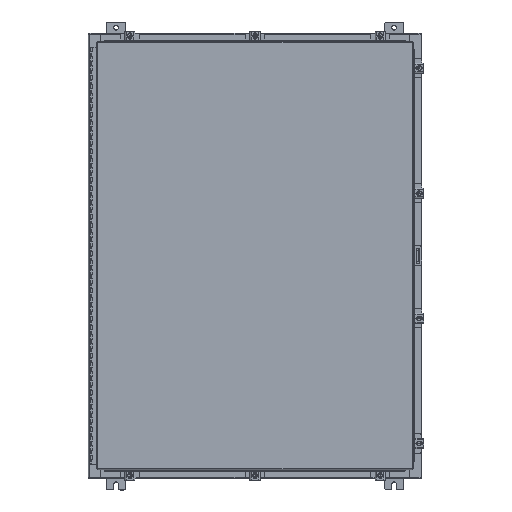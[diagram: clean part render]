
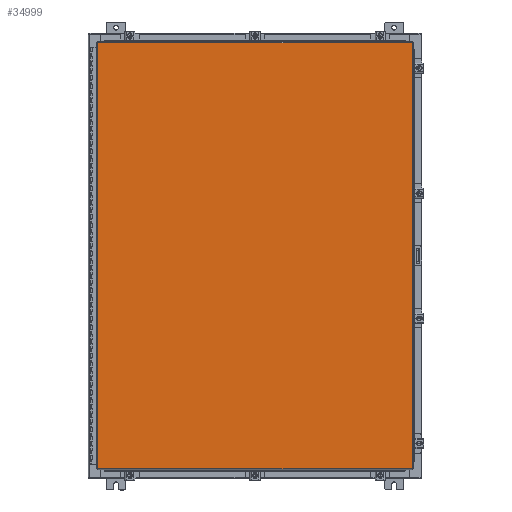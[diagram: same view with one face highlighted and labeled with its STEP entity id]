
A CAD part, top view. The second image highlights one B-rep face of the part: STEP entity #34999.
In plain terms, the highlighted planar face has unit normal (0, 0, 1).
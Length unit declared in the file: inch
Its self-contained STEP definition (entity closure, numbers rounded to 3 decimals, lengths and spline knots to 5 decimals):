
#3818 = CARTESIAN_POINT ( 'NONE',  ( -16.9903, 23.0063, 0. ) ) ;
#3933 = ORIENTED_EDGE ( 'NONE', *, *, #45377, .T. ) ;
#6550 = LINE ( 'NONE', #10605, #27957 ) ;
#7895 = LINE ( 'NONE', #3818, #49281 ) ;
#10605 = CARTESIAN_POINT ( 'NONE',  ( -16.9903, -23.0063, 0. ) ) ;
#10749 = VERTEX_POINT ( 'NONE', #33810 ) ;
#12261 = EDGE_CURVE ( 'NONE', #33669, #36243, #7895, .T. ) ;
#14615 = VERTEX_POINT ( 'NONE', #17972 ) ;
#16515 = EDGE_LOOP ( 'NONE', ( #25681, #36708, #3933, #17167 ) ) ;
#17167 = ORIENTED_EDGE ( 'NONE', *, *, #12261, .T. ) ;
#17231 = LINE ( 'NONE', #33685, #27251 ) ;
#17972 = CARTESIAN_POINT ( 'NONE',  ( 16.9903, -23.0063, 0. ) ) ;
#19678 = DIRECTION ( 'NONE',  ( -1., 0., 0. ) ) ;
#23776 = CARTESIAN_POINT ( 'NONE',  ( 0., 0., 0. ) ) ;
#25029 = EDGE_CURVE ( 'NONE', #36243, #14615, #6550, .T. ) ;
#25483 = DIRECTION ( 'NONE',  ( 0., -1., 0. ) ) ;
#25681 = ORIENTED_EDGE ( 'NONE', *, *, #25029, .T. ) ;
#27251 = VECTOR ( 'NONE', #33871, 39.37008 ) ;
#27957 = VECTOR ( 'NONE', #44777, 39.37008 ) ;
#28892 = CARTESIAN_POINT ( 'NONE',  ( -16.9903, -23.0063, 0. ) ) ;
#32158 = AXIS2_PLACEMENT_3D ( 'NONE', #23776, #45252, #19678 ) ;
#33445 = DIRECTION ( 'NONE',  ( -1., 0., 0. ) ) ;
#33669 = VERTEX_POINT ( 'NONE', #53001 ) ;
#33685 = CARTESIAN_POINT ( 'NONE',  ( 16.9903, -23.0063, 0. ) ) ;
#33810 = CARTESIAN_POINT ( 'NONE',  ( 16.9903, 23.0063, 0. ) ) ;
#33871 = DIRECTION ( 'NONE',  ( 0., 1., 0. ) ) ;
#34999 = ADVANCED_FACE ( 'NONE', ( #55164 ), #45055, .F. ) ;
#36243 = VERTEX_POINT ( 'NONE', #28892 ) ;
#36708 = ORIENTED_EDGE ( 'NONE', *, *, #44828, .T. ) ;
#37732 = CARTESIAN_POINT ( 'NONE',  ( 16.9903, 23.0063, 0. ) ) ;
#44530 = VECTOR ( 'NONE', #33445, 39.37008 ) ;
#44777 = DIRECTION ( 'NONE',  ( 1., 0., 0. ) ) ;
#44828 = EDGE_CURVE ( 'NONE', #14615, #10749, #17231, .T. ) ;
#45055 = PLANE ( 'NONE',  #32158 ) ;
#45252 = DIRECTION ( 'NONE',  ( 0., 0., -1. ) ) ;
#45377 = EDGE_CURVE ( 'NONE', #10749, #33669, #47214, .T. ) ;
#47214 = LINE ( 'NONE', #37732, #44530 ) ;
#49281 = VECTOR ( 'NONE', #25483, 39.37008 ) ;
#53001 = CARTESIAN_POINT ( 'NONE',  ( -16.9903, 23.0063, 0. ) ) ;
#55164 = FACE_OUTER_BOUND ( 'NONE', #16515, .T. ) ;
